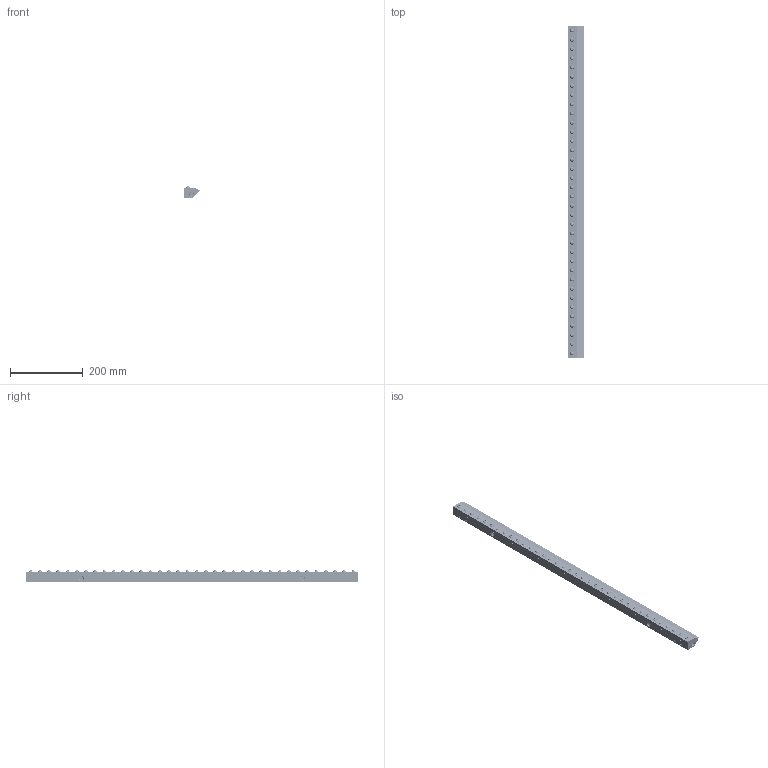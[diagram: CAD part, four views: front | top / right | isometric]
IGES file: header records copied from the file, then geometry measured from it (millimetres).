
Start section: START RECORD GO HERE.
Global section: file name: 10036XS_Mod.igs; native system: DASSAULT SYSTEMES CATIA V5 R20 - www.3ds.com; preprocessor: CATIA Version 5 Release 20 ; author: DESIGNENG; organization: DESIGNENG; date: 20150507.103612; units: millimetre
Bounding box: 44.45 x 914.4 x 30.76 mm (x, y, z)
Volume: 856664.6 mm3; surface area: 159865.1 mm2
Topology: 37 solids, 37 shells, 4781 faces, 12748 edges, 8042 vertices
Faces by surface type: bspline 2444, revolution 1441, plane 607, extrusion 289
